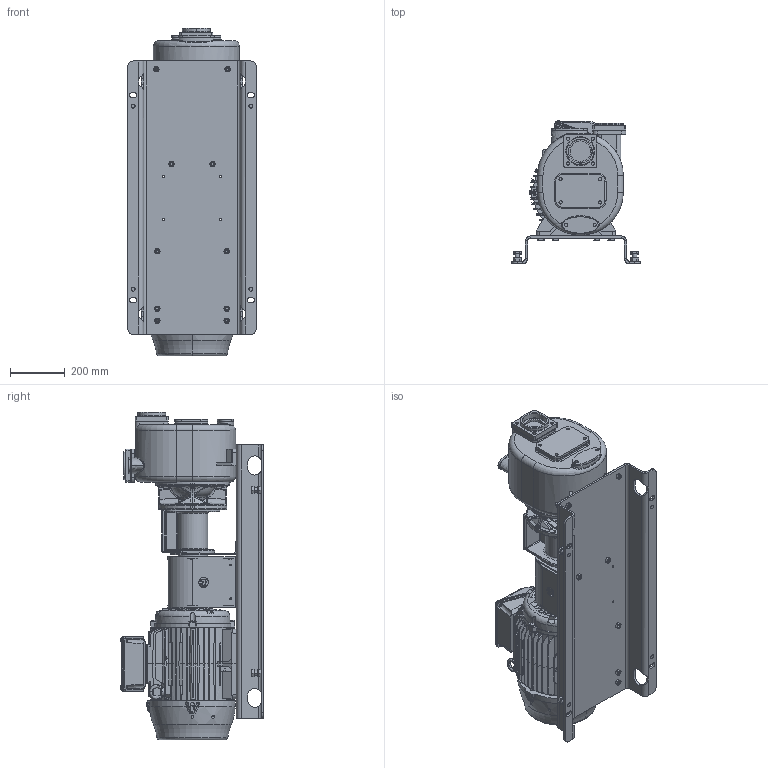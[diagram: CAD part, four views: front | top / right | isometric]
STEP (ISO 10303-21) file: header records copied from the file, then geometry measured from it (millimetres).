
FILE_DESCRIPTION((''),'2;1');
FILE_NAME('S_88_BIT','2023-04-14T19:02:26',('Nicola'),(''),'CREO PARAMETRIC BY PTC INC, 2022284','CREO PARAMETRIC BY PTC INC, 2022284','');
FILE_SCHEMA(('CONFIG_CONTROL_DESIGN'));
Products named in the file (1): S_88_BIT
Bounding box: 470 x 524.6 x 1197.5 mm (x, y, z)
Volume: 69203342.2 mm3; surface area: 3936325 mm2
Topology: 4 solids, 4 shells, 4300 faces, 11292 edges, 7066 vertices
Faces by surface type: plane 1466, cylinder 1338, bspline 804, cone 485, torus 143, sphere 28, revolution 24, extrusion 12
Entity records: 225106 total; most frequent: CARTESIAN_POINT 125377, ORIENTED_EDGE 22520, DIRECTION 18769, EDGE_CURVE 11260, AXIS2_PLACEMENT_3D 7283, VERTEX_POINT 7066, EDGE_LOOP 4620, FACE_OUTER_BOUND 4300
